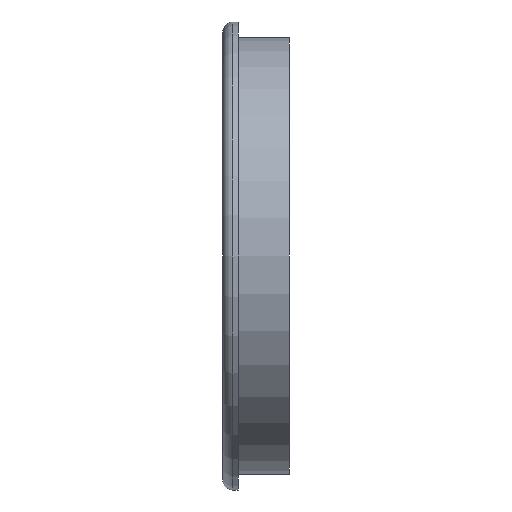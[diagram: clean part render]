
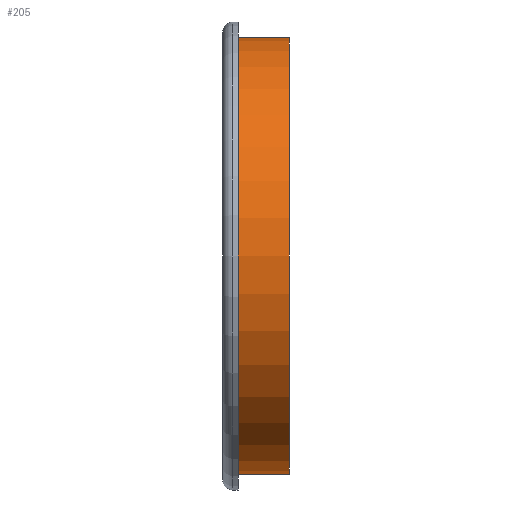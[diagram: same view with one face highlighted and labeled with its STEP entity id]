
A CAD part, left-side view. The second image highlights one B-rep face of the part: STEP entity #205.
In plain terms, the highlighted cylindrical face has radius 213 mm (diameter 426 mm), a partial arc.
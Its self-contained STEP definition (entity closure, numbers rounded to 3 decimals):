
#3 = CARTESIAN_POINT ( 'NONE',  ( 0., 0., 213. ) ) ;
#7 = CYLINDRICAL_SURFACE ( 'NONE', #449, 213. ) ;
#27 = ORIENTED_EDGE ( 'NONE', *, *, #241, .F. ) ;
#39 = DIRECTION ( 'NONE',  ( 0., 1., 0. ) ) ;
#44 = LINE ( 'NONE', #519, #244 ) ;
#52 = EDGE_CURVE ( 'NONE', #336, #337, #266, .T. ) ;
#92 = DIRECTION ( 'NONE',  ( 0., 1., 0. ) ) ;
#102 = DIRECTION ( 'NONE',  ( 0., 1., 0. ) ) ;
#109 = CARTESIAN_POINT ( 'NONE',  ( 0., -50., 213. ) ) ;
#129 = CIRCLE ( 'NONE', #370, 213. ) ;
#141 = CARTESIAN_POINT ( 'NONE',  ( 0., -50., 0. ) ) ;
#145 = FACE_OUTER_BOUND ( 'NONE', #464, .T. ) ;
#147 = DIRECTION ( 'NONE',  ( 0., 0., 1. ) ) ;
#161 = VECTOR ( 'NONE', #92, 1000. ) ;
#174 = VERTEX_POINT ( 'NONE', #3 ) ;
#175 = DIRECTION ( 'NONE',  ( 0., 0., 1. ) ) ;
#205 = ADVANCED_FACE ( 'NONE', ( #145 ), #7, .T. ) ;
#224 = DIRECTION ( 'NONE',  ( 0., 0., 1. ) ) ;
#241 = EDGE_CURVE ( 'NONE', #336, #368, #44, .T. ) ;
#244 = VECTOR ( 'NONE', #275, 1000. ) ;
#266 = CIRCLE ( 'NONE', #460, 213. ) ;
#275 = DIRECTION ( 'NONE',  ( 0., 1., 0. ) ) ;
#294 = ORIENTED_EDGE ( 'NONE', *, *, #425, .T. ) ;
#304 = CARTESIAN_POINT ( 'NONE',  ( 0., 0., 0. ) ) ;
#336 = VERTEX_POINT ( 'NONE', #496 ) ;
#337 = VERTEX_POINT ( 'NONE', #109 ) ;
#342 = CARTESIAN_POINT ( 'NONE',  ( 0., -50., 213. ) ) ;
#347 = DIRECTION ( 'NONE',  ( 0., 1., 0. ) ) ;
#350 = CARTESIAN_POINT ( 'NONE',  ( 0., 0., -213. ) ) ;
#368 = VERTEX_POINT ( 'NONE', #350 ) ;
#370 = AXIS2_PLACEMENT_3D ( 'NONE', #304, #347, #175 ) ;
#423 = ORIENTED_EDGE ( 'NONE', *, *, #52, .T. ) ;
#425 = EDGE_CURVE ( 'NONE', #337, #174, #474, .T. ) ;
#446 = CARTESIAN_POINT ( 'NONE',  ( 0., -50., 0. ) ) ;
#449 = AXIS2_PLACEMENT_3D ( 'NONE', #141, #39, #224 ) ;
#460 = AXIS2_PLACEMENT_3D ( 'NONE', #446, #102, #147 ) ;
#464 = EDGE_LOOP ( 'NONE', ( #27, #423, #294, #467 ) ) ;
#467 = ORIENTED_EDGE ( 'NONE', *, *, #510, .F. ) ;
#474 = LINE ( 'NONE', #342, #161 ) ;
#496 = CARTESIAN_POINT ( 'NONE',  ( 0., -50., -213. ) ) ;
#510 = EDGE_CURVE ( 'NONE', #368, #174, #129, .T. ) ;
#519 = CARTESIAN_POINT ( 'NONE',  ( 0., -50., -213. ) ) ;
